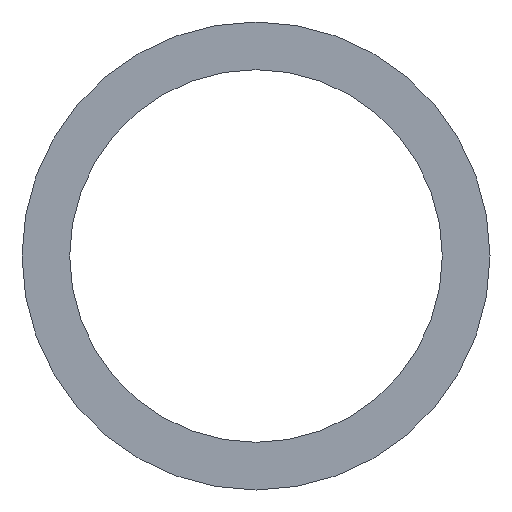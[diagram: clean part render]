
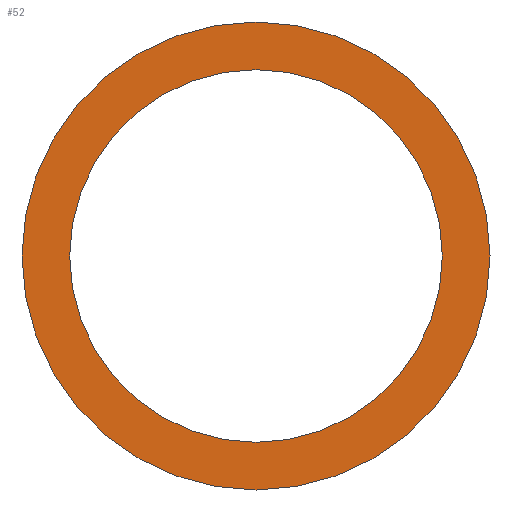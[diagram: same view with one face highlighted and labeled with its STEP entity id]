
A CAD part, front view. The second image highlights one B-rep face of the part: STEP entity #52.
In plain terms, the highlighted planar face has unit normal (0, -1, 0).
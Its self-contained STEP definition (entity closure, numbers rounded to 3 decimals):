
#7 = EDGE_CURVE ( 'NONE', #10, #9, #80, .T. ) ;
#9 = VERTEX_POINT ( 'NONE', #92 ) ;
#10 = VERTEX_POINT ( 'NONE', #81 ) ;
#14 = EDGE_CURVE ( 'NONE', #17, #18, #88, .T. ) ;
#17 = VERTEX_POINT ( 'NONE', #101 ) ;
#18 = VERTEX_POINT ( 'NONE', #107 ) ;
#32 = EDGE_CURVE ( 'NONE', #18, #17, #63, .T. ) ;
#42 = EDGE_LOOP ( 'NONE', ( #49, #47 ) ) ;
#44 = EDGE_CURVE ( 'NONE', #9, #10, #133, .T. ) ;
#46 = ORIENTED_EDGE ( 'NONE', *, *, #14, .T. ) ;
#47 = ORIENTED_EDGE ( 'NONE', *, *, #44, .F. ) ;
#48 = ORIENTED_EDGE ( 'NONE', *, *, #32, .T. ) ;
#49 = ORIENTED_EDGE ( 'NONE', *, *, #7, .F. ) ;
#52 = ADVANCED_FACE ( 'NONE', ( #154, #153 ), #155, .F. ) ;
#56 = EDGE_LOOP ( 'NONE', ( #48, #46 ) ) ;
#59 = AXIS2_PLACEMENT_3D ( 'NONE', #119, #118, #120 ) ;
#63 = CIRCLE ( 'NONE', #59, 10.75 ) ;
#75 = AXIS2_PLACEMENT_3D ( 'NONE', #78, #79, #76 ) ;
#76 = DIRECTION ( 'NONE',  ( 0., 0., 1. ) ) ;
#78 = CARTESIAN_POINT ( 'NONE',  ( 0., 0., 0. ) ) ;
#79 = DIRECTION ( 'NONE',  ( 0., 1., 0. ) ) ;
#80 = CIRCLE ( 'NONE', #75, 13.5 ) ;
#81 = CARTESIAN_POINT ( 'NONE',  ( 0., 0., 13.5 ) ) ;
#85 = DIRECTION ( 'NONE',  ( 0., 0., 1. ) ) ;
#86 = DIRECTION ( 'NONE',  ( 0., 1., 0. ) ) ;
#87 = AXIS2_PLACEMENT_3D ( 'NONE', #89, #86, #85 ) ;
#88 = CIRCLE ( 'NONE', #87, 10.75 ) ;
#89 = CARTESIAN_POINT ( 'NONE',  ( 0., 0., 0. ) ) ;
#92 = CARTESIAN_POINT ( 'NONE',  ( 0., 0., -13.5 ) ) ;
#101 = CARTESIAN_POINT ( 'NONE',  ( 0., 0., -10.75 ) ) ;
#107 = CARTESIAN_POINT ( 'NONE',  ( 0., 0., 10.75 ) ) ;
#118 = DIRECTION ( 'NONE',  ( 0., 1., 0. ) ) ;
#119 = CARTESIAN_POINT ( 'NONE',  ( 0., 0., 0. ) ) ;
#120 = DIRECTION ( 'NONE',  ( 0., 0., 1. ) ) ;
#132 = AXIS2_PLACEMENT_3D ( 'NONE', #137, #136, #135 ) ;
#133 = CIRCLE ( 'NONE', #132, 13.5 ) ;
#135 = DIRECTION ( 'NONE',  ( 0., 0., 1. ) ) ;
#136 = DIRECTION ( 'NONE',  ( 0., 1., 0. ) ) ;
#137 = CARTESIAN_POINT ( 'NONE',  ( 0., 0., 0. ) ) ;
#149 = DIRECTION ( 'NONE',  ( 0., 0., 1. ) ) ;
#150 = DIRECTION ( 'NONE',  ( 0., 1., 0. ) ) ;
#151 = CARTESIAN_POINT ( 'NONE',  ( 10.75, 0., 0. ) ) ;
#152 = AXIS2_PLACEMENT_3D ( 'NONE', #151, #150, #149 ) ;
#153 = FACE_BOUND ( 'NONE', #56, .T. ) ;
#154 = FACE_OUTER_BOUND ( 'NONE', #42, .T. ) ;
#155 = PLANE ( 'NONE',  #152 ) ;
